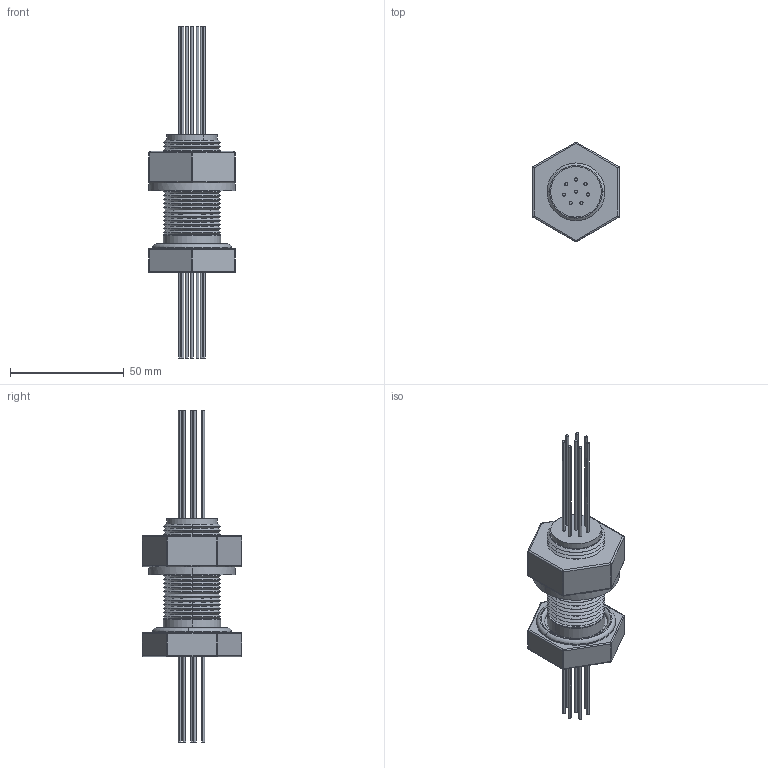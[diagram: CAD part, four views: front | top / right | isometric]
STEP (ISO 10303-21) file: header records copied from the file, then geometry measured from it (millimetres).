
FILE_DESCRIPTION (( 'STEP AP203' ), '1' );
FILE_NAME ('A0971-2-BP.STEP', '2013-05-14T11:24:20', ( '' ), ( '' ), 'SwSTEP 2.0', 'SolidWorks 2012', '' );
FILE_SCHEMA (( 'CONFIG_CONTROL_DESIGN' ));
Length unit declared in the file: inch
Products named in the file (1): A0971-2-BP
Bounding box: 38.1 x 43.84 x 146.05 mm (x, y, z)
Volume: 37867.5 mm3; surface area: 24935.6 mm2
Topology: 1 solids, 11 shells, 487 faces, 1006 edges, 576 vertices
Faces by surface type: cylinder 188, cone 160, plane 89, torus 26, sphere 24
Entity records: 12817 total; most frequent: DIRECTION 2560, CARTESIAN_POINT 2046, ORIENTED_EDGE 1980, AXIS2_PLACEMENT_3D 1082, EDGE_CURVE 990, CIRCLE 594, VERTEX_POINT 568, EDGE_LOOP 564
